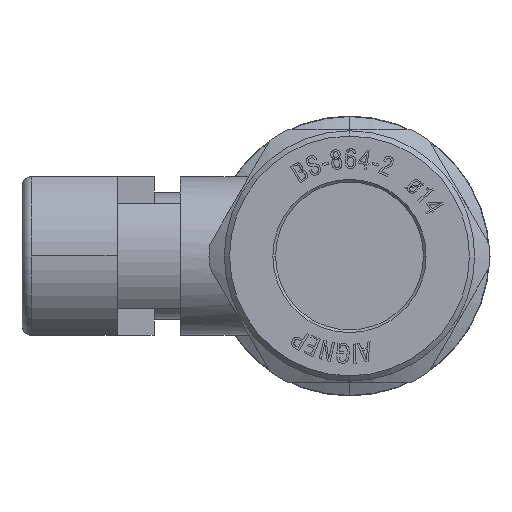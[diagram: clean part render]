
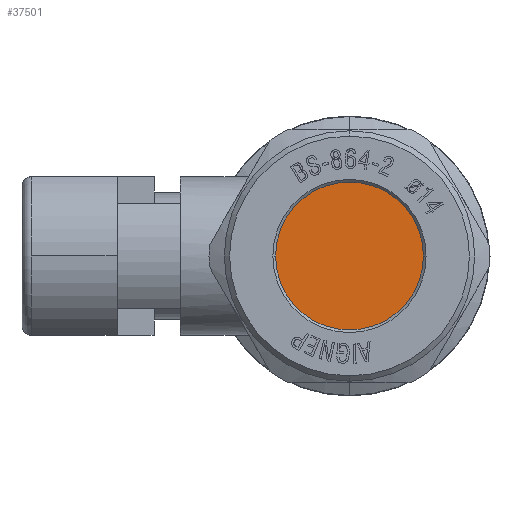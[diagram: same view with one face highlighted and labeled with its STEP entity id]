
A CAD part, left-side view. The second image highlights one B-rep face of the part: STEP entity #37501.
In plain terms, the highlighted planar face has unit normal (-1, 0, 0).
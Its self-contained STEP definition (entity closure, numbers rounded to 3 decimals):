
#639 = ORIENTED_EDGE ( 'NONE', *, *, #26035, .T. ) ;
#640 = ORIENTED_EDGE ( 'NONE', *, *, #41370, .T. ) ;
#927 = VERTEX_POINT ( 'NONE', #40392 ) ;
#1095 = VERTEX_POINT ( 'NONE', #40591 ) ;
#6374 = PLANE ( 'NONE',  #7277 ) ;
#6377 = CARTESIAN_POINT ( 'NONE',  ( -25.284, 0., 0. ) ) ;
#6388 = DIRECTION ( 'NONE',  ( 1., 0., 0. ) ) ;
#6390 = DIRECTION ( 'NONE',  ( 0., 1., 0. ) ) ;
#7277 = AXIS2_PLACEMENT_3D ( 'NONE', #6377, #6388, #6390 ) ;
#7425 = AXIS2_PLACEMENT_3D ( 'NONE', #31719, #31720, #31721 ) ;
#17102 = CARTESIAN_POINT ( 'NONE',  ( -25.284, 0., 0. ) ) ;
#17104 = DIRECTION ( 'NONE',  ( -1., 0., 0. ) ) ;
#17106 = DIRECTION ( 'NONE',  ( 0., 1., 0. ) ) ;
#22191 = FACE_OUTER_BOUND ( 'NONE', #42633, .T. ) ;
#22987 = CIRCLE ( 'NONE', #7425, 7. ) ;
#26035 = EDGE_CURVE ( 'NONE', #1095, #927, #49563, .T. ) ;
#31719 = CARTESIAN_POINT ( 'NONE',  ( -25.284, 0., 0. ) ) ;
#31720 = DIRECTION ( 'NONE',  ( -1., 0., 0. ) ) ;
#31721 = DIRECTION ( 'NONE',  ( 0., 1., 0. ) ) ;
#37501 = ADVANCED_FACE ( 'NONE', ( #22191 ), #6374, .F. ) ;
#40392 = CARTESIAN_POINT ( 'NONE',  ( -25.284, 7., 0. ) ) ;
#40591 = CARTESIAN_POINT ( 'NONE',  ( -25.284, -7., 0. ) ) ;
#41370 = EDGE_CURVE ( 'NONE', #927, #1095, #22987, .T. ) ;
#42633 = EDGE_LOOP ( 'NONE', ( #639, #640 ) ) ;
#49563 = CIRCLE ( 'NONE', #53356, 7. ) ;
#53356 = AXIS2_PLACEMENT_3D ( 'NONE', #17102, #17104, #17106 ) ;
